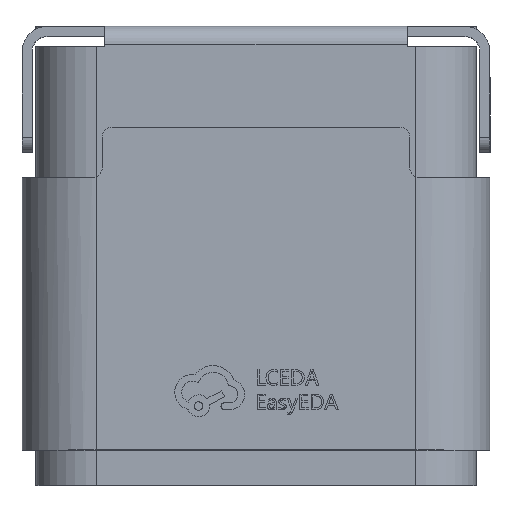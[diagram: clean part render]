
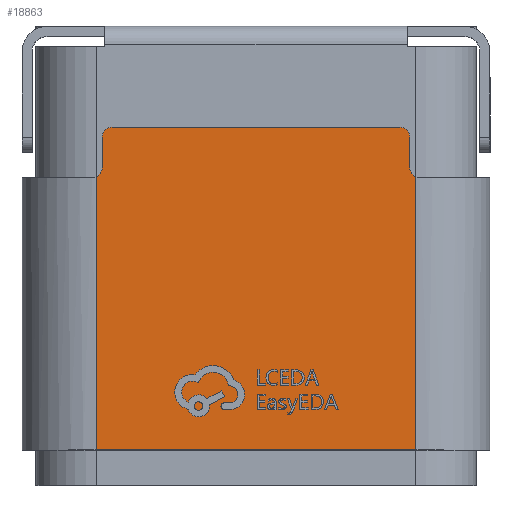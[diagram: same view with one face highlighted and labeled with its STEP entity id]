
A CAD part, top view. The second image highlights one B-rep face of the part: STEP entity #18863.
In plain terms, the highlighted planar face has unit normal (0, 0, 1).
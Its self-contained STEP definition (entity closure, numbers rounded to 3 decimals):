
#505 = VERTEX_POINT ( 'NONE', #26353 ) ;
#652 = DIRECTION ( 'NONE',  ( -1., 0., 0. ) ) ;
#710 = CIRCLE ( 'NONE', #7662, 0.2 ) ;
#1255 = CARTESIAN_POINT ( 'NONE',  ( -3.17, 6.1, 1.75 ) ) ;
#1404 = EDGE_CURVE ( 'NONE', #8209, #31116, #13503, .T. ) ;
#1802 = CARTESIAN_POINT ( 'NONE',  ( -3.05, 6.3, 1.75 ) ) ;
#2009 = EDGE_CURVE ( 'NONE', #28020, #7699, #710, .T. ) ;
#2088 = ORIENTED_EDGE ( 'NONE', *, *, #1404, .T. ) ;
#2102 = VERTEX_POINT ( 'NONE', #3000 ) ;
#2687 = VECTOR ( 'NONE', #27218, 1000. ) ;
#3000 = CARTESIAN_POINT ( 'NONE',  ( -3.17, 0.7, 1.75 ) ) ;
#3160 = ORIENTED_EDGE ( 'NONE', *, *, #11429, .T. ) ;
#3300 = ORIENTED_EDGE ( 'NONE', *, *, #2009, .T. ) ;
#4120 = VERTEX_POINT ( 'NONE', #1802 ) ;
#4328 = CARTESIAN_POINT ( 'NONE',  ( 3.05, 6.3, 1.75 ) ) ;
#5198 = VERTEX_POINT ( 'NONE', #29716 ) ;
#5246 = AXIS2_PLACEMENT_3D ( 'NONE', #8115, #15600, #15762 ) ;
#6246 = EDGE_CURVE ( 'NONE', #7699, #28945, #20845, .T. ) ;
#6269 = ORIENTED_EDGE ( 'NONE', *, *, #32774, .F. ) ;
#6531 = CARTESIAN_POINT ( 'NONE',  ( 3.17, 6.1, 1.75 ) ) ;
#7353 = CIRCLE ( 'NONE', #5246, 0.2 ) ;
#7662 = AXIS2_PLACEMENT_3D ( 'NONE', #9434, #17560, #14698 ) ;
#7699 = VERTEX_POINT ( 'NONE', #4328 ) ;
#7849 = EDGE_CURVE ( 'NONE', #5198, #4120, #20908, .T. ) ;
#7965 = DIRECTION ( 'NONE',  ( 0., 1., 0. ) ) ;
#8115 = CARTESIAN_POINT ( 'NONE',  ( 2.85, 6.9, 1.75 ) ) ;
#8209 = VERTEX_POINT ( 'NONE', #27094 ) ;
#9378 = VECTOR ( 'NONE', #7965, 1000. ) ;
#9434 = CARTESIAN_POINT ( 'NONE',  ( 3.25, 6.3, 1.75 ) ) ;
#9597 = VECTOR ( 'NONE', #15199, 1000. ) ;
#9636 = VERTEX_POINT ( 'NONE', #17787 ) ;
#10039 = CARTESIAN_POINT ( 'NONE',  ( -3.25, 6.3, 1.75 ) ) ;
#10110 = AXIS2_PLACEMENT_3D ( 'NONE', #10039, #28175, #15302 ) ;
#10674 = DIRECTION ( 'NONE',  ( -1., 0., 0. ) ) ;
#11429 = EDGE_CURVE ( 'NONE', #5198, #2102, #25811, .T. ) ;
#11624 = EDGE_CURVE ( 'NONE', #28945, #8209, #7353, .T. ) ;
#13173 = ORIENTED_EDGE ( 'NONE', *, *, #6246, .T. ) ;
#13484 = LINE ( 'NONE', #15833, #18582 ) ;
#13503 = LINE ( 'NONE', #23810, #28847 ) ;
#14698 = DIRECTION ( 'NONE',  ( 1., 0., 0. ) ) ;
#14861 = CARTESIAN_POINT ( 'NONE',  ( -3.17, 0.7, 1.75 ) ) ;
#14992 = CARTESIAN_POINT ( 'NONE',  ( -2.85, 7.1, 1.75 ) ) ;
#15199 = DIRECTION ( 'NONE',  ( 1., 0., 0. ) ) ;
#15302 = DIRECTION ( 'NONE',  ( -1., 0., 0. ) ) ;
#15600 = DIRECTION ( 'NONE',  ( 0., 0., 1. ) ) ;
#15762 = DIRECTION ( 'NONE',  ( 1., 0., 0. ) ) ;
#15808 = DIRECTION ( 'NONE',  ( 0., -1., 0. ) ) ;
#15833 = CARTESIAN_POINT ( 'NONE',  ( -3.05, 6.1, 1.75 ) ) ;
#15903 = ORIENTED_EDGE ( 'NONE', *, *, #7849, .F. ) ;
#16462 = PLANE ( 'NONE',  #29644 ) ;
#16495 = CARTESIAN_POINT ( 'NONE',  ( 3.05, 6.9, 1.75 ) ) ;
#17020 = ORIENTED_EDGE ( 'NONE', *, *, #11624, .T. ) ;
#17285 = CARTESIAN_POINT ( 'NONE',  ( 3.17, 6.117, 1.75 ) ) ;
#17447 = DIRECTION ( 'NONE',  ( 0., 0., -1. ) ) ;
#17560 = DIRECTION ( 'NONE',  ( 0., 0., -1. ) ) ;
#17623 = VECTOR ( 'NONE', #15808, 1000. ) ;
#17787 = CARTESIAN_POINT ( 'NONE',  ( 3.17, 0.7, 1.75 ) ) ;
#18467 = CARTESIAN_POINT ( 'NONE',  ( -2.85, 6.9, 1.75 ) ) ;
#18468 = ORIENTED_EDGE ( 'NONE', *, *, #33289, .F. ) ;
#18582 = VECTOR ( 'NONE', #26160, 1000. ) ;
#18863 = ADVANCED_FACE ( 'NONE', ( #24411 ), #16462, .F. ) ;
#20845 = LINE ( 'NONE', #31214, #9378 ) ;
#20908 = CIRCLE ( 'NONE', #10110, 0.2 ) ;
#21039 = CARTESIAN_POINT ( 'NONE',  ( -3.17, 6.1, 1.75 ) ) ;
#22388 = ORIENTED_EDGE ( 'NONE', *, *, #28902, .F. ) ;
#22642 = LINE ( 'NONE', #14861, #9597 ) ;
#23810 = CARTESIAN_POINT ( 'NONE',  ( -3.05, 7.1, 1.75 ) ) ;
#24411 = FACE_OUTER_BOUND ( 'NONE', #26598, .T. ) ;
#24653 = ORIENTED_EDGE ( 'NONE', *, *, #31864, .T. ) ;
#25811 = LINE ( 'NONE', #21039, #17623 ) ;
#26160 = DIRECTION ( 'NONE',  ( 0., 1., 0. ) ) ;
#26353 = CARTESIAN_POINT ( 'NONE',  ( -3.05, 6.9, 1.75 ) ) ;
#26598 = EDGE_LOOP ( 'NONE', ( #2088, #18468, #22388, #15903, #3160, #24653, #6269, #3300, #13173, #17020 ) ) ;
#27041 = CIRCLE ( 'NONE', #28572, 0.2 ) ;
#27094 = CARTESIAN_POINT ( 'NONE',  ( 2.85, 7.1, 1.75 ) ) ;
#27218 = DIRECTION ( 'NONE',  ( 0., -1., 0. ) ) ;
#28020 = VERTEX_POINT ( 'NONE', #17285 ) ;
#28175 = DIRECTION ( 'NONE',  ( 0., 0., 1. ) ) ;
#28572 = AXIS2_PLACEMENT_3D ( 'NONE', #18467, #29485, #10674 ) ;
#28847 = VECTOR ( 'NONE', #652, 1000. ) ;
#28902 = EDGE_CURVE ( 'NONE', #4120, #505, #13484, .T. ) ;
#28945 = VERTEX_POINT ( 'NONE', #16495 ) ;
#29485 = DIRECTION ( 'NONE',  ( 0., 0., -1. ) ) ;
#29644 = AXIS2_PLACEMENT_3D ( 'NONE', #1255, #17447, #30191 ) ;
#29716 = CARTESIAN_POINT ( 'NONE',  ( -3.17, 6.117, 1.75 ) ) ;
#29948 = LINE ( 'NONE', #6531, #2687 ) ;
#30191 = DIRECTION ( 'NONE',  ( 1., 0., 0. ) ) ;
#31116 = VERTEX_POINT ( 'NONE', #14992 ) ;
#31214 = CARTESIAN_POINT ( 'NONE',  ( 3.05, 6.1, 1.75 ) ) ;
#31864 = EDGE_CURVE ( 'NONE', #2102, #9636, #22642, .T. ) ;
#32774 = EDGE_CURVE ( 'NONE', #28020, #9636, #29948, .T. ) ;
#33289 = EDGE_CURVE ( 'NONE', #505, #31116, #27041, .T. ) ;
